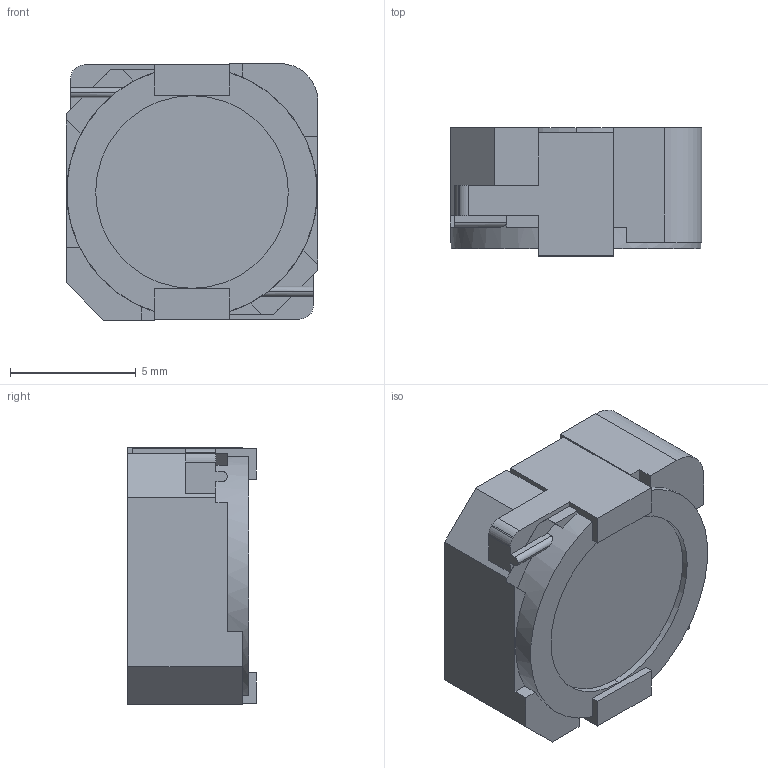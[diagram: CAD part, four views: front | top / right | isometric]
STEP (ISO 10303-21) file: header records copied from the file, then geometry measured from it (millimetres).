
FILE_DESCRIPTION (( 'STEP AP214' ), '1' );
FILE_NAME ('CDRH105RNP-151NC.STEP', '2021-02-24T23:52:42', ( '' ), ( '' ), 'SwSTEP 2.0', 'SolidWorks 2017', '' );
FILE_SCHEMA (( 'AUTOMOTIVE_DESIGN' ));
Length unit declared in the file: millimetre
Products named in the file (1): CDRH105RNP-151NC
Bounding box: 10 x 5.1 x 10.2 mm (x, y, z)
Volume: 439.2 mm3; surface area: 523 mm2
Topology: 3 solids, 3 shells, 100 faces, 272 edges, 180 vertices
Faces by surface type: plane 75, cylinder 25
Entity records: 3208 total; most frequent: CARTESIAN_POINT 581, ORIENTED_EDGE 544, DIRECTION 522, EDGE_CURVE 272, LINE 216, VECTOR 216, VERTEX_POINT 180, AXIS2_PLACEMENT_3D 153
